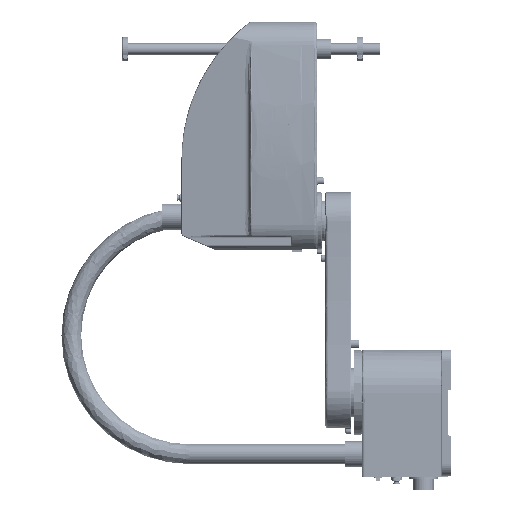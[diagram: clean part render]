
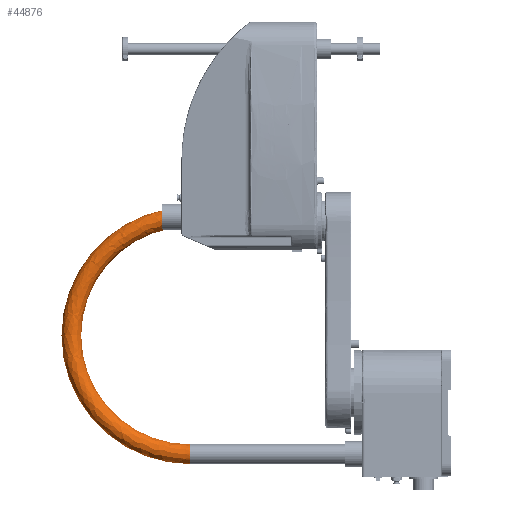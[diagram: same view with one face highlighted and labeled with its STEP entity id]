
A CAD part, left-side view. The second image highlights one B-rep face of the part: STEP entity #44876.
In plain terms, the highlighted free-form (B-spline) face has degree [3, 3] with [4, 4] control points.
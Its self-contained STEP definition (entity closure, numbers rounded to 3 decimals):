
#1177 =( BOUNDED_SURFACE ( )  B_SPLINE_SURFACE ( 3, 3, ( 
 ( #86721, #135157, #100205, #123262 ),
 ( #26330, #148587, #145476, #27886 ),
 ( #14441, #99418, #97086, #39002 ),
 ( #39775, #76352, #36655, #124825 ) ),
 .UNSPECIFIED., .F., .F., .F. ) 
 B_SPLINE_SURFACE_WITH_KNOTS ( ( 4, 4 ),
 ( 4, 4 ),
 ( 0., 1. ),
 ( 0., 1. ),
 .UNSPECIFIED. ) 
 GEOMETRIC_REPRESENTATION_ITEM ( )  RATIONAL_B_SPLINE_SURFACE ( (
 ( 1., 0.333, 0.333, 1.),
 ( 0.333, 0.111, 0.111, 0.333),
 ( 0.333, 0.111, 0.111, 0.333),
 ( 1., 0.333, 0.333, 1.) ) ) 
 REPRESENTATION_ITEM ( '' )  SURFACE ( )  );
#6172 = CIRCLE ( 'NONE', #84673, 224.55 ) ;
#14441 = CARTESIAN_POINT ( 'NONE',  ( 431.85, 300., 34.5 ) ) ;
#24978 = ORIENTED_EDGE ( 'NONE', *, *, #79333, .T. ) ;
#26330 = CARTESIAN_POINT ( 'NONE',  ( 397.35, 300., 34.5 ) ) ;
#27645 = VERTEX_POINT ( 'NONE', #146854 ) ;
#27886 = CARTESIAN_POINT ( 'NONE',  ( 17.25, 300., 34.5 ) ) ;
#30212 = DIRECTION ( 'NONE',  ( 1., 0., 0. ) ) ;
#36655 = CARTESIAN_POINT ( 'NONE',  ( -17.25, 749.1, 0. ) ) ;
#39002 = CARTESIAN_POINT ( 'NONE',  ( -17.25, 300., 34.5 ) ) ;
#39775 = CARTESIAN_POINT ( 'NONE',  ( 431.85, 300., 0. ) ) ;
#42906 = VERTEX_POINT ( 'NONE', #106916 ) ;
#44876 = ADVANCED_FACE ( 'NONE', ( #63646 ), #1177, .T. ) ;
#48714 = EDGE_CURVE ( 'NONE', #27645, #62098, #67151, .T. ) ;
#49305 = CARTESIAN_POINT ( 'NONE',  ( 17.25, 300., 0. ) ) ;
#50231 = EDGE_CURVE ( 'NONE', #27645, #42906, #108105, .T. ) ;
#52296 = CARTESIAN_POINT ( 'NONE',  ( 414.6, 300., 0. ) ) ;
#53028 = EDGE_CURVE ( 'NONE', #92577, #62098, #72564, .T. ) ;
#61757 = DIRECTION ( 'NONE',  ( -1., 0., 0. ) ) ;
#62098 = VERTEX_POINT ( 'NONE', #49305 ) ;
#63646 = FACE_OUTER_BOUND ( 'NONE', #85465, .T. ) ;
#67151 = CIRCLE ( 'NONE', #122957, 190.05 ) ;
#67994 = CARTESIAN_POINT ( 'NONE',  ( -17.25, 300., 0. ) ) ;
#72564 = CIRCLE ( 'NONE', #145769, 17.25 ) ;
#76352 = CARTESIAN_POINT ( 'NONE',  ( 431.85, 749.1, 0. ) ) ;
#79333 = EDGE_CURVE ( 'NONE', #42906, #92577, #6172, .T. ) ;
#80174 = AXIS2_PLACEMENT_3D ( 'NONE', #52296, #123828, #113518 ) ;
#84272 = DIRECTION ( 'NONE',  ( 0., 0., 1. ) ) ;
#84673 = AXIS2_PLACEMENT_3D ( 'NONE', #96975, #84272, #120825 ) ;
#85465 = EDGE_LOOP ( 'NONE', ( #105624, #146376, #24978, #106654 ) ) ;
#86721 = CARTESIAN_POINT ( 'NONE',  ( 397.35, 300., 0. ) ) ;
#92577 = VERTEX_POINT ( 'NONE', #67994 ) ;
#96975 = CARTESIAN_POINT ( 'NONE',  ( 207.3, 300., 0. ) ) ;
#97086 = CARTESIAN_POINT ( 'NONE',  ( -17.25, 749.1, 34.5 ) ) ;
#98308 = CARTESIAN_POINT ( 'NONE',  ( 0., 300., 0. ) ) ;
#99418 = CARTESIAN_POINT ( 'NONE',  ( 431.85, 749.1, 34.5 ) ) ;
#100205 = CARTESIAN_POINT ( 'NONE',  ( 17.25, 680.1, 0. ) ) ;
#105624 = ORIENTED_EDGE ( 'NONE', *, *, #48714, .F. ) ;
#106654 = ORIENTED_EDGE ( 'NONE', *, *, #53028, .T. ) ;
#106916 = CARTESIAN_POINT ( 'NONE',  ( 431.85, 300., 0. ) ) ;
#108105 = CIRCLE ( 'NONE', #80174, 17.25 ) ;
#113518 = DIRECTION ( 'NONE',  ( 1., 0., 0. ) ) ;
#120825 = DIRECTION ( 'NONE',  ( 1., 0., 0. ) ) ;
#122957 = AXIS2_PLACEMENT_3D ( 'NONE', #139026, #154037, #30212 ) ;
#123262 = CARTESIAN_POINT ( 'NONE',  ( 17.25, 300., 0. ) ) ;
#123828 = DIRECTION ( 'NONE',  ( 0., 1., 0. ) ) ;
#124825 = CARTESIAN_POINT ( 'NONE',  ( -17.25, 300., 0. ) ) ;
#135157 = CARTESIAN_POINT ( 'NONE',  ( 397.35, 680.1, 0. ) ) ;
#139026 = CARTESIAN_POINT ( 'NONE',  ( 207.3, 300., 0. ) ) ;
#145147 = DIRECTION ( 'NONE',  ( 0., 1., 0. ) ) ;
#145476 = CARTESIAN_POINT ( 'NONE',  ( 17.25, 680.1, 34.5 ) ) ;
#145769 = AXIS2_PLACEMENT_3D ( 'NONE', #98308, #145147, #61757 ) ;
#146376 = ORIENTED_EDGE ( 'NONE', *, *, #50231, .T. ) ;
#146854 = CARTESIAN_POINT ( 'NONE',  ( 397.35, 300., 0. ) ) ;
#148587 = CARTESIAN_POINT ( 'NONE',  ( 397.35, 680.1, 34.5 ) ) ;
#154037 = DIRECTION ( 'NONE',  ( 0., 0., 1. ) ) ;
